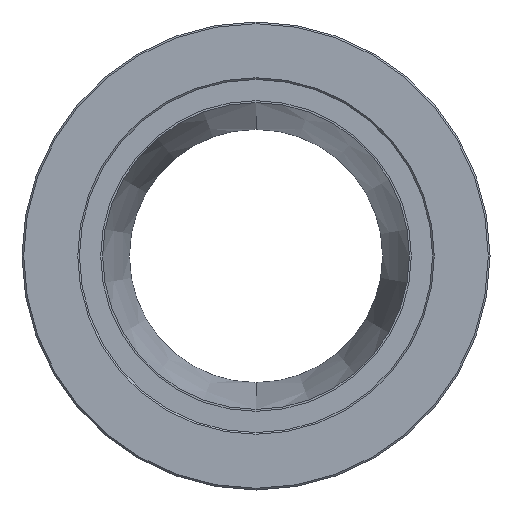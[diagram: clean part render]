
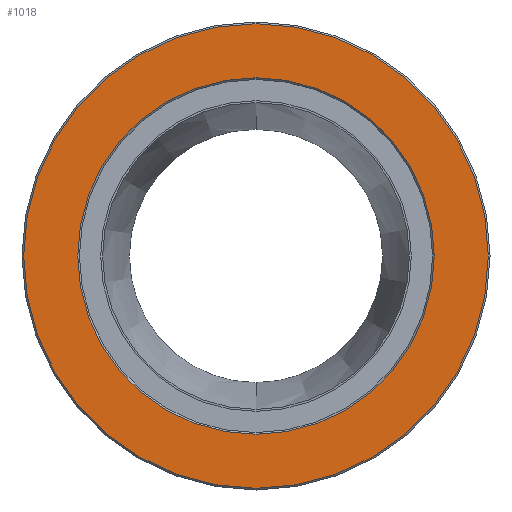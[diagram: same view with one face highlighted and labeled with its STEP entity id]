
A CAD part, front view. The second image highlights one B-rep face of the part: STEP entity #1018.
In plain terms, the highlighted planar face has unit normal (0, -1, 0).
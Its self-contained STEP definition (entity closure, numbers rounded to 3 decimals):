
#29 = CIRCLE ( 'NONE', #662, 54.6 ) ;
#167 = CIRCLE ( 'NONE', #618, 41.9 ) ;
#321 = VERTEX_POINT ( 'NONE', #2153 ) ;
#334 = AXIS2_PLACEMENT_3D ( 'NONE', #760, #780, #953 ) ;
#410 = AXIS2_PLACEMENT_3D ( 'NONE', #545, #557, #574 ) ;
#440 = DIRECTION ( 'NONE',  ( 0., 0., -1. ) ) ;
#513 = VERTEX_POINT ( 'NONE', #2319 ) ;
#545 = CARTESIAN_POINT ( 'NONE',  ( 0., 0., 0. ) ) ;
#557 = DIRECTION ( 'NONE',  ( 0., -1., 0. ) ) ;
#559 = ORIENTED_EDGE ( 'NONE', *, *, #1913, .T. ) ;
#574 = DIRECTION ( 'NONE',  ( 0., 0., -1. ) ) ;
#618 = AXIS2_PLACEMENT_3D ( 'NONE', #1757, #1771, #1784 ) ;
#662 = AXIS2_PLACEMENT_3D ( 'NONE', #1271, #1281, #1292 ) ;
#760 = CARTESIAN_POINT ( 'NONE',  ( 0., 0., 0. ) ) ;
#780 = DIRECTION ( 'NONE',  ( 0., 1., 0. ) ) ;
#842 = CARTESIAN_POINT ( 'NONE',  ( 0., 0., 54.6 ) ) ;
#953 = DIRECTION ( 'NONE',  ( 0., 0., -1. ) ) ;
#978 = CARTESIAN_POINT ( 'NONE',  ( -41.5, 0., 0. ) ) ;
#1018 = ADVANCED_FACE ( 'NONE', ( #1822, #1379 ), #2042, .T. ) ;
#1023 = VERTEX_POINT ( 'NONE', #1385 ) ;
#1050 = ORIENTED_EDGE ( 'NONE', *, *, #1516, .T. ) ;
#1077 = AXIS2_PLACEMENT_3D ( 'NONE', #978, #1116, #440 ) ;
#1116 = DIRECTION ( 'NONE',  ( 0., -1., 0. ) ) ;
#1271 = CARTESIAN_POINT ( 'NONE',  ( 0., 0., 0. ) ) ;
#1276 = EDGE_LOOP ( 'NONE', ( #559, #2171 ) ) ;
#1281 = DIRECTION ( 'NONE',  ( 0., -1., 0. ) ) ;
#1292 = DIRECTION ( 'NONE',  ( 0., 0., -1. ) ) ;
#1379 = FACE_OUTER_BOUND ( 'NONE', #1276, .T. ) ;
#1385 = CARTESIAN_POINT ( 'NONE',  ( 0., 0., 41.9 ) ) ;
#1441 = VERTEX_POINT ( 'NONE', #842 ) ;
#1465 = EDGE_CURVE ( 'NONE', #321, #1441, #29, .T. ) ;
#1516 = EDGE_CURVE ( 'NONE', #513, #1023, #167, .T. ) ;
#1672 = CIRCLE ( 'NONE', #334, 41.9 ) ;
#1757 = CARTESIAN_POINT ( 'NONE',  ( 0., 0., 0. ) ) ;
#1771 = DIRECTION ( 'NONE',  ( 0., 1., 0. ) ) ;
#1784 = DIRECTION ( 'NONE',  ( 0., 0., -1. ) ) ;
#1822 = FACE_BOUND ( 'NONE', #2271, .T. ) ;
#1913 = EDGE_CURVE ( 'NONE', #1441, #321, #1947, .T. ) ;
#1947 = CIRCLE ( 'NONE', #410, 54.6 ) ;
#2033 = EDGE_CURVE ( 'NONE', #1023, #513, #1672, .T. ) ;
#2042 = PLANE ( 'NONE',  #1077 ) ;
#2153 = CARTESIAN_POINT ( 'NONE',  ( 0., 0., -54.6 ) ) ;
#2171 = ORIENTED_EDGE ( 'NONE', *, *, #1465, .T. ) ;
#2177 = ORIENTED_EDGE ( 'NONE', *, *, #2033, .T. ) ;
#2271 = EDGE_LOOP ( 'NONE', ( #1050, #2177 ) ) ;
#2319 = CARTESIAN_POINT ( 'NONE',  ( 0., 0., -41.9 ) ) ;
